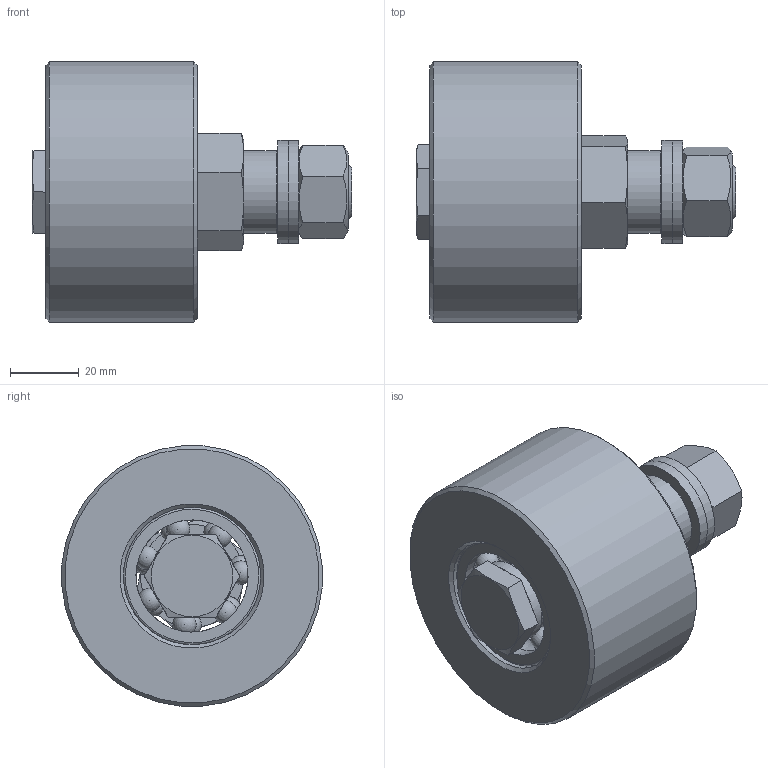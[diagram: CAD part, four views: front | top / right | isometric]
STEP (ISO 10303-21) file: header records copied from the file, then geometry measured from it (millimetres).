
FILE_DESCRIPTION(/* description */ ('RUOTA D.76 CILINDRICA CONC. COMPLETA'),/* implementation_level */ '2;1');
FILE_NAME(/* name */ 'GRUGD0000090.stp',/* time_stamp */ '2022-07-29T08:53:55+02:00',/* author */ ('tecnico3.vi'),/* organization */ (''),/* preprocessor_version */ 'ST-DEVELOPER v18.1',/* originating_system */ 'Autodesk Inventor 2022',/* authorisation */ '');
FILE_SCHEMA (('AUTOMOTIVE_DESIGN { 1 0 10303 214 3 1 1 }'));
Length unit declared in the file: millimetre
Products named in the file (8): GRUGD0000090; DPERO0000033 (23.203.00); 23.206.00; DBOXX0000032 (23.204.00); DRUGD0000002; CCUSE0000058; 25.565.00; 25.524.00
Assembly tree (9 placements, depth 2):
  GRUGD0000090
    DPERO0000033 (23.203.00)
    23.206.00
    DBOXX0000032 (23.204.00)
    DRUGD0000002
    CCUSE0000058  x2
    25.565.00  x2
    25.524.00
Bounding box: 93 x 75.74 x 75.74 mm (x, y, z)
Volume: 209225.6 mm3; surface area: 54084 mm2
Topology: 9 solids, 9 shells, 154 faces, 458 edges, 304 vertices
Faces by surface type: plane 46, torus 36, cone 30, cylinder 28, sphere 14
Full cylindrical faces by diameter (mm): 13.835 x1, 16 x2, 17 x5, 17.3 x1, 22 x1, 24 x2, 24.36 x4, 30 x2, 32.64 x4, 33 x1, 40 x4, 76 x1
Entity records: 4611 total; most frequent: CARTESIAN_POINT 1471, ORIENTED_EDGE 606, DIRECTION 600, EDGE_CURVE 303, AXIS2_PLACEMENT_3D 263, VERTEX_POINT 210, EDGE_LOOP 149, CIRCLE 131
